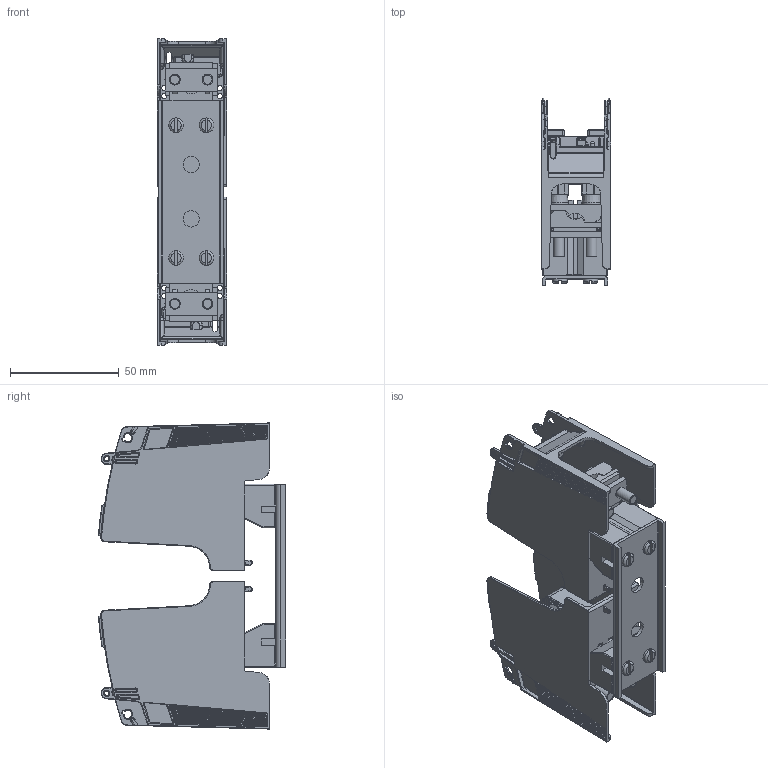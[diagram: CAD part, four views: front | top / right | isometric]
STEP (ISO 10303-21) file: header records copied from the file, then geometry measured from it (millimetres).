
FILE_DESCRIPTION((''),'2;1');
FILE_NAME('004123000_PK00_M8-M8_1P_S_ASM','2023-10-20T10:28:52',('klemen.sitar'),('Audax d.o.o.'),'CREO PARAMETRIC BY PTC INC, 2021304','CREO PARAMETRIC BY PTC INC, 2021304','');
FILE_SCHEMA(('AP242_MANAGED_MODEL_BASED_3D_ENGINEERING_MIM_LF { 1 0 10303 442 1 1 4 }'));
Products named in the file (23): 0000030997_1_1; 0000046517_1_1; 0000031008_AF0_1_1_2_3_4_1; 0000031008_AF1_1_1; 0000031022_1_1; PRT0113_1; PRT0004_1_1; PRT0004_1_2; PRT0004_1_3; PRT0004_1_ASM; ASM0002_ASM_1_ASM; ETI_LOGO_13_2X7_71MM_ASM; 0000046566_1_1; 0000046567_1_1; 0000046581_1_1; 0000046569_1_1; P00_ASM; PRT9562_1_1_1; 004129010_ZP_PT_00-1_ASM_1_ASM; PRT9562_1_1_1_1; ASM0002_ASM_1_1_ASM; PLASTIK_FANTASTIK_ASM; 004123000_PK00_M8-M8_1P_S_ASM
Assembly tree (35 placements, depth 5):
  004123000_PK00_M8-M8_1P_S_ASM
    0000030997_1_1  x2
    0000046517_1_1  x2
    0000031008_AF0_1_1_2_3_4_1
    0000031008_AF1_1_1
    0000031022_1_1  x8
    PRT0113_1
    ETI_LOGO_13_2X7_71MM_ASM
      ASM0002_ASM_1_ASM
        PRT0004_1_ASM
          PRT0004_1_1
          PRT0004_1_2
          PRT0004_1_3
    P00_ASM  x2
      0000046566_1_1
      0000046567_1_1
      0000046581_1_1
      0000046569_1_1
    PLASTIK_FANTASTIK_ASM
      004129010_ZP_PT_00-1_ASM_1_ASM
        PRT9562_1_1_1
      ASM0002_ASM_1_1_ASM
        PRT9562_1_1_1_1
Bounding box: 32 x 85.95 x 140.6 mm (x, y, z)
Volume: 39716.4 mm3; surface area: 85198.2 mm2
Topology: 32 solids, 46 shells, 4847 faces, 12890 edges, 7998 vertices
Faces by surface type: plane 1743, cylinder 1586, bspline 764, torus 390, cone 278, sphere 64, extrusion 22
Entity records: 211150 total; most frequent: CARTESIAN_POINT 74652, ORIENTED_EDGE 22426, DIRECTION 17210, PRESENTATION_STYLE_ASSIGNMENT 11577, STYLED_ITEM 11577, EDGE_CURVE 11221, CURVE_STYLE 11205, VERTEX_POINT 7006
